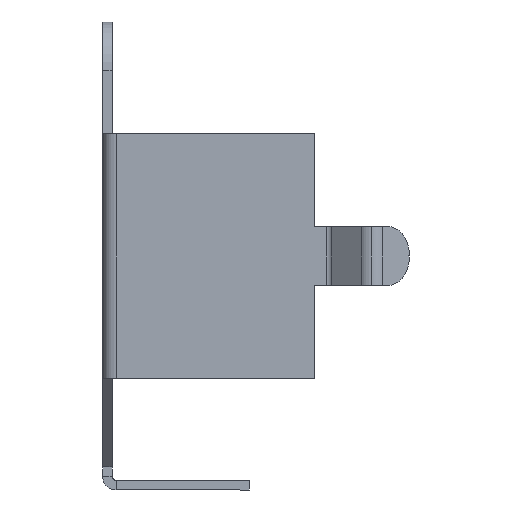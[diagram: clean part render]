
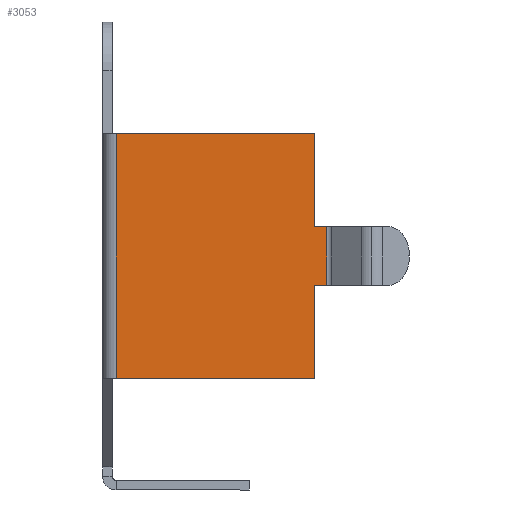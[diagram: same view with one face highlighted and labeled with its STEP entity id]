
A CAD part, left-side view. The second image highlights one B-rep face of the part: STEP entity #3053.
In plain terms, the highlighted planar face has unit normal (-1, 0, 0).
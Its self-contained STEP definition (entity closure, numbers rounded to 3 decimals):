
#82 = LINE ( 'NONE', #2270, #733 ) ;
#150 = VERTEX_POINT ( 'NONE', #1168 ) ;
#163 = CARTESIAN_POINT ( 'NONE',  ( -6.325, 0., 3. ) ) ;
#192 = CARTESIAN_POINT ( 'NONE',  ( -6.325, 2.148, 0.585 ) ) ;
#442 = EDGE_CURVE ( 'NONE', #2427, #1635, #2347, .T. ) ;
#612 = VERTEX_POINT ( 'NONE', #1812 ) ;
#628 = VERTEX_POINT ( 'NONE', #192 ) ;
#713 = DIRECTION ( 'NONE',  ( 0., 0., 1. ) ) ;
#733 = VECTOR ( 'NONE', #2579, 1000. ) ;
#762 = EDGE_CURVE ( 'NONE', #2943, #1635, #82, .T. ) ;
#783 = CARTESIAN_POINT ( 'NONE',  ( -6.325, 0., 0. ) ) ;
#823 = ORIENTED_EDGE ( 'NONE', *, *, #1227, .T. ) ;
#850 = EDGE_CURVE ( 'NONE', #628, #1217, #3055, .T. ) ;
#934 = ORIENTED_EDGE ( 'NONE', *, *, #2868, .T. ) ;
#974 = LINE ( 'NONE', #2622, #1261 ) ;
#1023 = VECTOR ( 'NONE', #2953, 1000. ) ;
#1168 = CARTESIAN_POINT ( 'NONE',  ( -6.325, 2.46, -3.35 ) ) ;
#1217 = VERTEX_POINT ( 'NONE', #3117 ) ;
#1227 = EDGE_CURVE ( 'NONE', #628, #612, #3486, .T. ) ;
#1240 = ORIENTED_EDGE ( 'NONE', *, *, #2482, .F. ) ;
#1261 = VECTOR ( 'NONE', #713, 1000. ) ;
#1301 = DIRECTION ( 'NONE',  ( 0., 1., 0. ) ) ;
#1635 = VERTEX_POINT ( 'NONE', #3539 ) ;
#1695 = ORIENTED_EDGE ( 'NONE', *, *, #762, .F. ) ;
#1698 = VECTOR ( 'NONE', #3109, 1000. ) ;
#1723 = VERTEX_POINT ( 'NONE', #1882 ) ;
#1731 = DIRECTION ( 'NONE',  ( 0., 0., -1. ) ) ;
#1736 = DIRECTION ( 'NONE',  ( 0., 1., 0. ) ) ;
#1779 = CARTESIAN_POINT ( 'NONE',  ( -6.325, 2.148, 0.585 ) ) ;
#1812 = CARTESIAN_POINT ( 'NONE',  ( -6.325, 2.46, 0.585 ) ) ;
#1837 = CARTESIAN_POINT ( 'NONE',  ( -6.325, 2.46, 3. ) ) ;
#1878 = LINE ( 'NONE', #2974, #3382 ) ;
#1882 = CARTESIAN_POINT ( 'NONE',  ( -6.325, 2.46, -0.935 ) ) ;
#1892 = VECTOR ( 'NONE', #1736, 1000. ) ;
#1997 = CARTESIAN_POINT ( 'NONE',  ( -6.325, 2.148, 0.585 ) ) ;
#2063 = VECTOR ( 'NONE', #1731, 1000. ) ;
#2141 = ORIENTED_EDGE ( 'NONE', *, *, #442, .T. ) ;
#2270 = CARTESIAN_POINT ( 'NONE',  ( -6.325, 7.61, 3. ) ) ;
#2347 = LINE ( 'NONE', #163, #1023 ) ;
#2381 = CARTESIAN_POINT ( 'NONE',  ( -6.325, 7.61, -3.35 ) ) ;
#2427 = VERTEX_POINT ( 'NONE', #1837 ) ;
#2436 = DIRECTION ( 'NONE',  ( 1., 0., 0. ) ) ;
#2448 = DIRECTION ( 'NONE',  ( 0., 1., 0. ) ) ;
#2482 = EDGE_CURVE ( 'NONE', #1217, #1723, #1878, .T. ) ;
#2579 = DIRECTION ( 'NONE',  ( 0., 0., 1. ) ) ;
#2611 = EDGE_LOOP ( 'NONE', ( #934, #2746, #1240, #3221, #823, #3549, #2141, #1695 ) ) ;
#2622 = CARTESIAN_POINT ( 'NONE',  ( -6.325, 2.46, 0. ) ) ;
#2709 = VECTOR ( 'NONE', #3159, 1000. ) ;
#2722 = EDGE_CURVE ( 'NONE', #1723, #150, #2855, .T. ) ;
#2746 = ORIENTED_EDGE ( 'NONE', *, *, #2722, .F. ) ;
#2855 = LINE ( 'NONE', #3167, #2063 ) ;
#2868 = EDGE_CURVE ( 'NONE', #2943, #150, #3293, .T. ) ;
#2943 = VERTEX_POINT ( 'NONE', #2381 ) ;
#2953 = DIRECTION ( 'NONE',  ( 0., 1., 0. ) ) ;
#2974 = CARTESIAN_POINT ( 'NONE',  ( -6.325, 2.148, -0.935 ) ) ;
#3053 = ADVANCED_FACE ( 'NONE', ( #3201 ), #3559, .F. ) ;
#3055 = LINE ( 'NONE', #1779, #2709 ) ;
#3109 = DIRECTION ( 'NONE',  ( 0., -1., 0. ) ) ;
#3117 = CARTESIAN_POINT ( 'NONE',  ( -6.325, 2.148, -0.935 ) ) ;
#3159 = DIRECTION ( 'NONE',  ( 0., 0., -1. ) ) ;
#3167 = CARTESIAN_POINT ( 'NONE',  ( -6.325, 2.46, -0.935 ) ) ;
#3201 = FACE_OUTER_BOUND ( 'NONE', #2611, .T. ) ;
#3221 = ORIENTED_EDGE ( 'NONE', *, *, #850, .F. ) ;
#3293 = LINE ( 'NONE', #3404, #1698 ) ;
#3330 = AXIS2_PLACEMENT_3D ( 'NONE', #783, #2436, #2448 ) ;
#3382 = VECTOR ( 'NONE', #1301, 1000. ) ;
#3398 = EDGE_CURVE ( 'NONE', #612, #2427, #974, .T. ) ;
#3404 = CARTESIAN_POINT ( 'NONE',  ( -6.325, 0., -3.35 ) ) ;
#3486 = LINE ( 'NONE', #1997, #1892 ) ;
#3539 = CARTESIAN_POINT ( 'NONE',  ( -6.325, 7.61, 3. ) ) ;
#3549 = ORIENTED_EDGE ( 'NONE', *, *, #3398, .T. ) ;
#3559 = PLANE ( 'NONE',  #3330 ) ;
